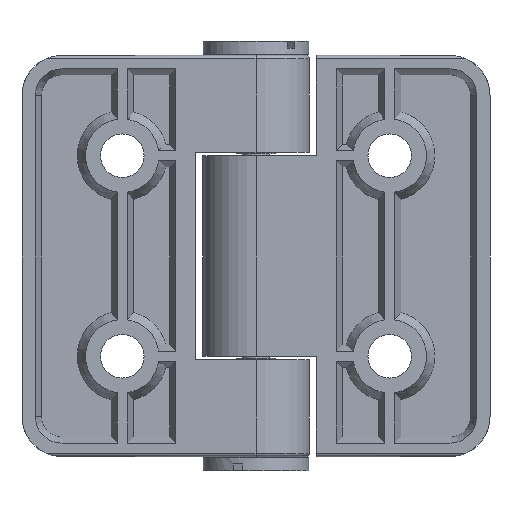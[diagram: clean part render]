
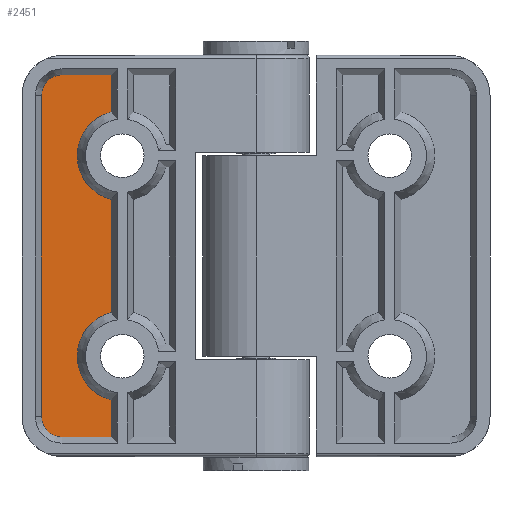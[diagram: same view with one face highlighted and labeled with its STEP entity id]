
A CAD part, front view. The second image highlights one B-rep face of the part: STEP entity #2451.
In plain terms, the highlighted planar face has unit normal (0, -1, 0).
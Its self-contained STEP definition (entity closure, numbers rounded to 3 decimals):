
#131=LINE('',#3801,#305);
#132=LINE('',#3805,#306);
#133=LINE('',#3807,#307);
#134=LINE('',#3811,#308);
#135=LINE('',#3815,#309);
#136=LINE('',#3817,#310);
#305=VECTOR('',#3030,48.);
#306=VECTOR('',#3033,7.34);
#307=VECTOR('',#3034,5.547);
#308=VECTOR('',#3037,16.915);
#309=VECTOR('',#3040,5.547);
#310=VECTOR('',#3041,7.34);
#620=FACE_OUTER_BOUND('',#801,.T.);
#801=EDGE_LOOP('',(#1748,#1749,#1750,#1751,#1752,#1753,#1754,#1755,#1756,
#1757));
#1000=CIRCLE('',#2651,3.09);
#1001=CIRCLE('',#2652,6.75);
#1002=CIRCLE('',#2653,6.75);
#1003=CIRCLE('',#2654,3.09);
#1143=VERTEX_POINT('',#3799);
#1144=VERTEX_POINT('',#3800);
#1145=VERTEX_POINT('',#3802);
#1146=VERTEX_POINT('',#3804);
#1147=VERTEX_POINT('',#3806);
#1148=VERTEX_POINT('',#3808);
#1149=VERTEX_POINT('',#3810);
#1150=VERTEX_POINT('',#3812);
#1151=VERTEX_POINT('',#3814);
#1152=VERTEX_POINT('',#3816);
#1380=EDGE_CURVE('',#1143,#1144,#131,.T.);
#1381=EDGE_CURVE('',#1144,#1145,#1000,.T.);
#1382=EDGE_CURVE('',#1145,#1146,#132,.T.);
#1383=EDGE_CURVE('',#1146,#1147,#133,.T.);
#1384=EDGE_CURVE('',#1147,#1148,#1001,.T.);
#1385=EDGE_CURVE('',#1148,#1149,#134,.T.);
#1386=EDGE_CURVE('',#1149,#1150,#1002,.T.);
#1387=EDGE_CURVE('',#1150,#1151,#135,.T.);
#1388=EDGE_CURVE('',#1151,#1152,#136,.T.);
#1389=EDGE_CURVE('',#1152,#1143,#1003,.T.);
#1748=ORIENTED_EDGE('',*,*,#1380,.T.);
#1749=ORIENTED_EDGE('',*,*,#1381,.T.);
#1750=ORIENTED_EDGE('',*,*,#1382,.T.);
#1751=ORIENTED_EDGE('',*,*,#1383,.T.);
#1752=ORIENTED_EDGE('',*,*,#1384,.T.);
#1753=ORIENTED_EDGE('',*,*,#1385,.T.);
#1754=ORIENTED_EDGE('',*,*,#1386,.T.);
#1755=ORIENTED_EDGE('',*,*,#1387,.T.);
#1756=ORIENTED_EDGE('',*,*,#1388,.T.);
#1757=ORIENTED_EDGE('',*,*,#1389,.T.);
#2355=PLANE('',#2650);
#2451=ADVANCED_FACE('',(#620),#2355,.T.);
#2650=AXIS2_PLACEMENT_3D('',#3798,#3028,#3029);
#2651=AXIS2_PLACEMENT_3D('',#3803,#3031,#3032);
#2652=AXIS2_PLACEMENT_3D('',#3809,#3035,#3036);
#2653=AXIS2_PLACEMENT_3D('',#3813,#3038,#3039);
#2654=AXIS2_PLACEMENT_3D('',#3818,#3042,#3043);
#3028=DIRECTION('center_axis',(0.,-1.,0.));
#3029=DIRECTION('ref_axis',(0.,0.,-1.));
#3030=DIRECTION('',(0.,0.,-1.));
#3031=DIRECTION('center_axis',(0.,-1.,0.));
#3032=DIRECTION('ref_axis',(1.,0.,0.));
#3033=DIRECTION('',(1.,0.,0.));
#3034=DIRECTION('',(0.,0.,1.));
#3035=DIRECTION('center_axis',(0.,1.,0.));
#3036=DIRECTION('ref_axis',(-1.,0.,0.));
#3037=DIRECTION('',(0.,0.,1.));
#3038=DIRECTION('center_axis',(0.,1.,0.));
#3039=DIRECTION('ref_axis',(-1.,0.,0.));
#3040=DIRECTION('',(0.,0.,1.));
#3041=DIRECTION('',(-1.,0.,0.));
#3042=DIRECTION('center_axis',(0.,-1.,0.));
#3043=DIRECTION('ref_axis',(0.,0.,-1.));
#3798=CARTESIAN_POINT('Origin',(-22.047,-5.5,0.));
#3799=CARTESIAN_POINT('',(-32.09,-5.5,24.));
#3800=CARTESIAN_POINT('',(-32.09,-5.5,-24.));
#3801=CARTESIAN_POINT('',(-32.09,-5.5,-24.));
#3802=CARTESIAN_POINT('',(-29.,-5.5,-27.09));
#3803=CARTESIAN_POINT('Origin',(-29.,-5.5,-24.));
#3804=CARTESIAN_POINT('',(-21.66,-5.5,-27.09));
#3805=CARTESIAN_POINT('',(-12.,-5.5,-27.09));
#3806=CARTESIAN_POINT('',(-21.66,-5.5,-21.543));
#3807=CARTESIAN_POINT('',(-21.66,-5.5,-4.75));
#3808=CARTESIAN_POINT('',(-21.66,-5.5,-8.457));
#3809=CARTESIAN_POINT('Origin',(-20.,-5.5,-15.));
#3810=CARTESIAN_POINT('',(-21.66,-5.5,8.457));
#3811=CARTESIAN_POINT('',(-21.66,-5.5,-4.75));
#3812=CARTESIAN_POINT('',(-21.66,-5.5,21.543));
#3813=CARTESIAN_POINT('Origin',(-20.,-5.5,15.));
#3814=CARTESIAN_POINT('',(-21.66,-5.5,27.09));
#3815=CARTESIAN_POINT('',(-21.66,-5.5,-4.75));
#3816=CARTESIAN_POINT('',(-29.,-5.5,27.09));
#3817=CARTESIAN_POINT('',(-29.,-5.5,27.09));
#3818=CARTESIAN_POINT('Origin',(-29.,-5.5,24.));
